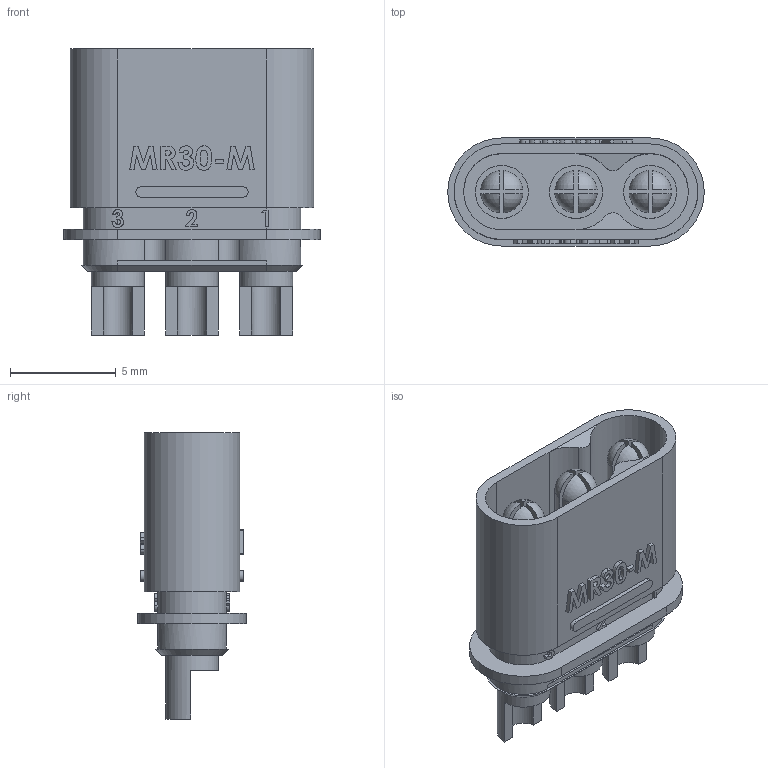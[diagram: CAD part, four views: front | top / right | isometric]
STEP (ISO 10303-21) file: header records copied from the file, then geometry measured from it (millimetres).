
FILE_DESCRIPTION(/* description */ (''),/* implementation_level */ '2;1');
FILE_NAME(/* name */ 'MR30-M v1.step',/* time_stamp */ '2022-01-04T23:54:47+03:00',/* author */ (''),/* organization */ (''),/* preprocessor_version */ 'ST-DEVELOPER v19.2',/* originating_system */ 'Autodesk Translation Framework v12.6.0.85',/* authorisation */ '');
FILE_SCHEMA (('AUTOMOTIVE_DESIGN { 1 0 10303 214 3 1 1 }'));
Length unit declared in the file: millimetre
Products named in the file (1): MR30-M
Bounding box: 12.1 x 5.1 x 13.5 mm (x, y, z)
Volume: 300.5 mm3; surface area: 1122.4 mm2
Topology: 4 solids, 4 shells, 373 faces, 989 edges, 657 vertices
Faces by surface type: plane 204, bspline 105, cylinder 47, sphere 12, cone 5
Full cylindrical faces by diameter (mm): 1.4 x3, 2.5 x6
Entity records: 17130 total; most frequent: CARTESIAN_POINT 8404, ORIENTED_EDGE 1972, DIRECTION 1452, EDGE_CURVE 986, VERTEX_POINT 657, LINE 622, VECTOR 622, EDGE_LOOP 415
